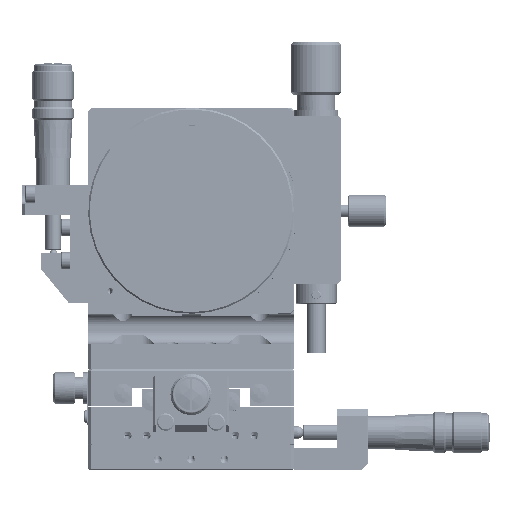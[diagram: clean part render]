
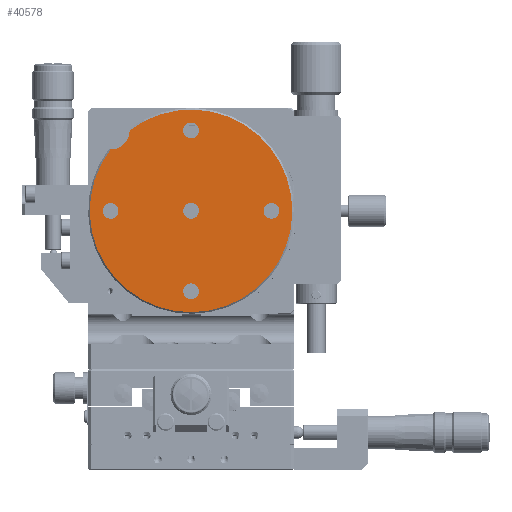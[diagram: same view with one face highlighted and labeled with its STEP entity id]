
A CAD part, front view. The second image highlights one B-rep face of the part: STEP entity #40578.
In plain terms, the highlighted face is planar.
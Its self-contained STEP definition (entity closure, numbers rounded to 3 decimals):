
#1848=FACE_BOUND('',#8553,.T.);
#1849=FACE_BOUND('',#8554,.T.);
#1850=FACE_BOUND('',#8555,.T.);
#1851=FACE_BOUND('',#8556,.T.);
#1852=FACE_BOUND('',#8557,.T.);
#3218=PLANE('',#45389);
#5596=FACE_OUTER_BOUND('',#8552,.T.);
#8552=EDGE_LOOP('',(#37879,#37880));
#8553=EDGE_LOOP('',(#37881));
#8554=EDGE_LOOP('',(#37882));
#8555=EDGE_LOOP('',(#37883));
#8556=EDGE_LOOP('',(#37884));
#8557=EDGE_LOOP('',(#37885));
#17015=CIRCLE('',#45388,32.);
#17016=CIRCLE('',#45390,6.);
#17017=CIRCLE('',#45391,2.489);
#17018=CIRCLE('',#45392,2.489);
#17019=CIRCLE('',#45393,2.489);
#17020=CIRCLE('',#45394,2.489);
#17021=CIRCLE('',#45395,2.489);
#20805=VERTEX_POINT('',#73044);
#20806=VERTEX_POINT('',#73049);
#20807=VERTEX_POINT('',#73057);
#20808=VERTEX_POINT('',#73059);
#20809=VERTEX_POINT('',#73061);
#20810=VERTEX_POINT('',#73063);
#20811=VERTEX_POINT('',#73065);
#26502=EDGE_CURVE('',#20805,#20806,#17015,.T.);
#26504=EDGE_CURVE('',#20805,#20806,#17016,.T.);
#26505=EDGE_CURVE('',#20807,#20807,#17017,.T.);
#26506=EDGE_CURVE('',#20808,#20808,#17018,.T.);
#26507=EDGE_CURVE('',#20809,#20809,#17019,.T.);
#26508=EDGE_CURVE('',#20810,#20810,#17020,.T.);
#26509=EDGE_CURVE('',#20811,#20811,#17021,.T.);
#37879=ORIENTED_EDGE('',*,*,#26504,.T.);
#37880=ORIENTED_EDGE('',*,*,#26502,.F.);
#37881=ORIENTED_EDGE('',*,*,#26505,.T.);
#37882=ORIENTED_EDGE('',*,*,#26506,.T.);
#37883=ORIENTED_EDGE('',*,*,#26507,.T.);
#37884=ORIENTED_EDGE('',*,*,#26508,.T.);
#37885=ORIENTED_EDGE('',*,*,#26509,.T.);
#40578=ADVANCED_FACE('',(#5596,#1848,#1849,#1850,#1851,#1852),#3218,.F.);
#45388=AXIS2_PLACEMENT_3D('',#73050,#57712,#57713);
#45389=AXIS2_PLACEMENT_3D('',#73055,#57714,#57715);
#45390=AXIS2_PLACEMENT_3D('',#73056,#57716,#57717);
#45391=AXIS2_PLACEMENT_3D('',#73058,#57718,#57719);
#45392=AXIS2_PLACEMENT_3D('',#73060,#57720,#57721);
#45393=AXIS2_PLACEMENT_3D('',#73062,#57722,#57723);
#45394=AXIS2_PLACEMENT_3D('',#73064,#57724,#57725);
#45395=AXIS2_PLACEMENT_3D('',#73066,#57726,#57727);
#57712=DIRECTION('center_axis',(0.,0.,
-1.));
#57713=DIRECTION('ref_axis',(0.,1.,0.));
#57714=DIRECTION('center_axis',(0.,0.,
-1.));
#57715=DIRECTION('ref_axis',(0.,1.,0.));
#57716=DIRECTION('center_axis',(0.,0.,
-1.));
#57717=DIRECTION('ref_axis',(0.,1.,0.));
#57718=DIRECTION('center_axis',(0.,0.,
-1.));
#57719=DIRECTION('ref_axis',(0.,-1.,0.));
#57720=DIRECTION('center_axis',(0.,0.,
-1.));
#57721=DIRECTION('ref_axis',(0.,1.,0.));
#57722=DIRECTION('center_axis',(0.,0.,
-1.));
#57723=DIRECTION('ref_axis',(1.,0.,0.));
#57724=DIRECTION('center_axis',(0.,0.,
-1.));
#57725=DIRECTION('ref_axis',(-1.,0.,0.));
#57726=DIRECTION('center_axis',(0.,0.,
-1.));
#57727=DIRECTION('ref_axis',(0.,-1.,0.));
#73044=CARTESIAN_POINT('',(25.449,19.4,20.));
#73049=CARTESIAN_POINT('',(19.4,25.449,20.));
#73050=CARTESIAN_POINT('Origin',(0.,0.,
20.));
#73055=CARTESIAN_POINT('Origin',(0.,0.,
20.));
#73056=CARTESIAN_POINT('Origin',(25.4,25.4,20.));
#73057=CARTESIAN_POINT('',(0.,2.489,20.));
#73058=CARTESIAN_POINT('Origin',(0.,0.,
20.));
#73059=CARTESIAN_POINT('',(-25.4,-2.489,20.));
#73060=CARTESIAN_POINT('Origin',(-25.4,0.,20.));
#73061=CARTESIAN_POINT('',(-2.489,25.4,20.));
#73062=CARTESIAN_POINT('Origin',(0.,25.4,20.));
#73063=CARTESIAN_POINT('',(2.489,-25.4,20.));
#73064=CARTESIAN_POINT('Origin',(0.,-25.4,20.));
#73065=CARTESIAN_POINT('',(25.4,2.489,20.));
#73066=CARTESIAN_POINT('Origin',(25.4,0.,20.));
